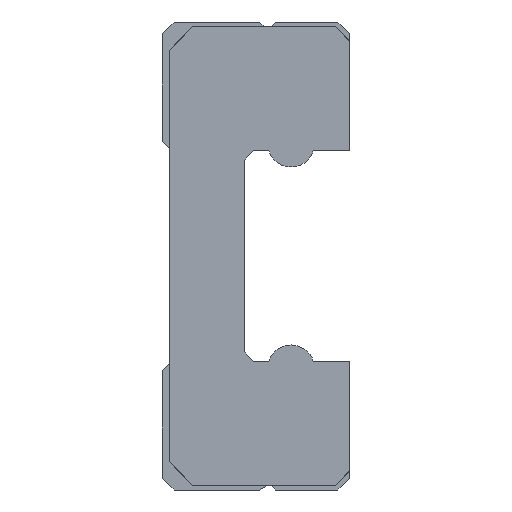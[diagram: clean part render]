
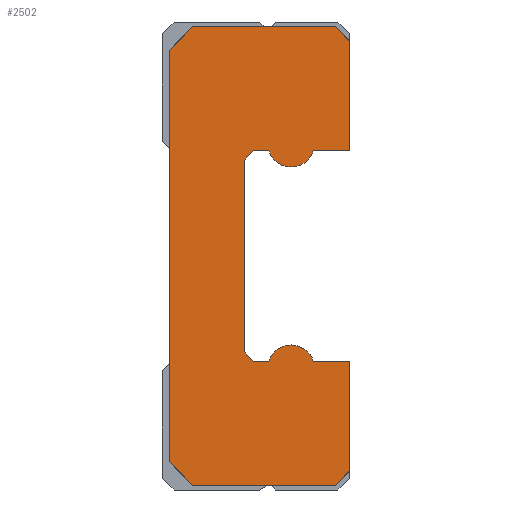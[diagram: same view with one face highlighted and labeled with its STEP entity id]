
A CAD part, left-side view. The second image highlights one B-rep face of the part: STEP entity #2502.
In plain terms, the highlighted planar face has unit normal (-1, 0, 0).
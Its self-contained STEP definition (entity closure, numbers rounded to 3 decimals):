
#323 = DIRECTION ( 'NONE',  ( 0., 1., 0. ) ) ;
#324 = VECTOR ( 'NONE', #323, 1000. ) ;
#325 = CARTESIAN_POINT ( 'NONE',  ( -19.95, 0., 4.5 ) ) ;
#326 = LINE ( 'NONE', #325, #324 ) ;
#338 = CARTESIAN_POINT ( 'NONE',  ( -19.95, 4.5, 4.1 ) ) ;
#343 = CARTESIAN_POINT ( 'NONE',  ( -19.95, 3.454, 4.5 ) ) ;
#354 = DIRECTION ( 'NONE',  ( 0., 1., 0. ) ) ;
#355 = VECTOR ( 'NONE', #354, 1000. ) ;
#356 = CARTESIAN_POINT ( 'NONE',  ( -19.95, 3.454, 4.5 ) ) ;
#357 = LINE ( 'NONE', #356, #355 ) ;
#363 = CARTESIAN_POINT ( 'NONE',  ( -19.95, 1.546, 4.5 ) ) ;
#364 = CARTESIAN_POINT ( 'NONE',  ( -19.95, 4.1, 4.5 ) ) ;
#371 = DIRECTION ( 'NONE',  ( 0., 0.707, -0.707 ) ) ;
#372 = VECTOR ( 'NONE', #371, 1000. ) ;
#373 = CARTESIAN_POINT ( 'NONE',  ( -19.95, 4.1, 4.5 ) ) ;
#374 = LINE ( 'NONE', #373, #372 ) ;
#391 = DIRECTION ( 'NONE',  ( 0., 0., -1. ) ) ;
#392 = DIRECTION ( 'NONE',  ( 1., 0., 0. ) ) ;
#393 = CARTESIAN_POINT ( 'NONE',  ( -19.95, 2.5, 4.8 ) ) ;
#394 = AXIS2_PLACEMENT_3D ( 'NONE', #393, #392, #391 ) ;
#395 = CIRCLE ( 'NONE', #394, 1. ) ;
#410 = CARTESIAN_POINT ( 'NONE',  ( -19.95, 4.5, -4.1 ) ) ;
#453 = DIRECTION ( 'NONE',  ( 0., 0., 1. ) ) ;
#454 = VECTOR ( 'NONE', #453, 1000. ) ;
#455 = CARTESIAN_POINT ( 'NONE',  ( -19.95, 4.5, -4.1 ) ) ;
#456 = LINE ( 'NONE', #455, #454 ) ;
#531 = CARTESIAN_POINT ( 'NONE',  ( -19.95, 1.546, -4.5 ) ) ;
#548 = CARTESIAN_POINT ( 'NONE',  ( -19.95, 2.5, -3.8 ) ) ;
#571 = DIRECTION ( 'NONE',  ( 0., 0., 1. ) ) ;
#572 = DIRECTION ( 'NONE',  ( -1., 0., 0. ) ) ;
#573 = CARTESIAN_POINT ( 'NONE',  ( -19.95, 2.5, -4.8 ) ) ;
#574 = AXIS2_PLACEMENT_3D ( 'NONE', #573, #572, #571 ) ;
#575 = CIRCLE ( 'NONE', #574, 1. ) ;
#688 = DIRECTION ( 'NONE',  ( 0., 0.707, 0.707 ) ) ;
#689 = VECTOR ( 'NONE', #688, 1000. ) ;
#690 = CARTESIAN_POINT ( 'NONE',  ( -19.95, 4.1, -4.5 ) ) ;
#691 = LINE ( 'NONE', #690, #689 ) ;
#692 = CARTESIAN_POINT ( 'NONE',  ( -19.95, 4.1, -4.5 ) ) ;
#747 = DIRECTION ( 'NONE',  ( 0., 1., 0. ) ) ;
#748 = VECTOR ( 'NONE', #747, 1000. ) ;
#749 = CARTESIAN_POINT ( 'NONE',  ( -19.95, 3.454, -4.5 ) ) ;
#750 = LINE ( 'NONE', #749, #748 ) ;
#751 = CARTESIAN_POINT ( 'NONE',  ( -19.95, 0., -4.5 ) ) ;
#762 = CARTESIAN_POINT ( 'NONE',  ( -19.95, 3.454, -4.5 ) ) ;
#776 = AXIS2_PLACEMENT_3D ( 'NONE', #783, #835, #834 ) ;
#777 = CIRCLE ( 'NONE', #776, 1. ) ;
#783 = CARTESIAN_POINT ( 'NONE',  ( -19.95, 2.5, -4.8 ) ) ;
#801 = CARTESIAN_POINT ( 'NONE',  ( -19.95, 0., -9.186 ) ) ;
#803 = DIRECTION ( 'NONE',  ( 0., 1., 0. ) ) ;
#804 = VECTOR ( 'NONE', #803, 1000. ) ;
#805 = CARTESIAN_POINT ( 'NONE',  ( -19.95, 0., -4.5 ) ) ;
#806 = LINE ( 'NONE', #805, #804 ) ;
#815 = DIRECTION ( 'NONE',  ( 0., 0., 1. ) ) ;
#816 = VECTOR ( 'NONE', #815, 1000. ) ;
#817 = CARTESIAN_POINT ( 'NONE',  ( -19.95, 0., -9.186 ) ) ;
#818 = LINE ( 'NONE', #817, #816 ) ;
#834 = DIRECTION ( 'NONE',  ( 0., 0., 1. ) ) ;
#835 = DIRECTION ( 'NONE',  ( -1., 0., 0. ) ) ;
#1112 = CARTESIAN_POINT ( 'NONE',  ( -19.95, 0., 9.186 ) ) ;
#1300 = DIRECTION ( 'NONE',  ( 0., -1., 0. ) ) ;
#1301 = VECTOR ( 'NONE', #1300, 1000. ) ;
#1302 = CARTESIAN_POINT ( 'NONE',  ( -19.95, 6.696, -9.79 ) ) ;
#1303 = LINE ( 'NONE', #1302, #1301 ) ;
#1321 = CARTESIAN_POINT ( 'NONE',  ( -19.95, 6.696, -9.79 ) ) ;
#1334 = DIRECTION ( 'NONE',  ( 0., -0.707, 0.707 ) ) ;
#1335 = VECTOR ( 'NONE', #1334, 1000. ) ;
#1336 = CARTESIAN_POINT ( 'NONE',  ( -19.95, 0.604, -9.79 ) ) ;
#1337 = LINE ( 'NONE', #1336, #1335 ) ;
#1342 = DIRECTION ( 'NONE',  ( 0., -0.707, -0.707 ) ) ;
#1343 = VECTOR ( 'NONE', #1342, 1000. ) ;
#1344 = CARTESIAN_POINT ( 'NONE',  ( -19.95, 7.69, -8.796 ) ) ;
#1345 = LINE ( 'NONE', #1344, #1343 ) ;
#1350 = CARTESIAN_POINT ( 'NONE',  ( -19.95, 7.69, -8.796 ) ) ;
#1357 = CARTESIAN_POINT ( 'NONE',  ( -19.95, 0.604, -9.79 ) ) ;
#1362 = CARTESIAN_POINT ( 'NONE',  ( -19.95, 6.696, 9.79 ) ) ;
#1363 = DIRECTION ( 'NONE',  ( 0., -1., 0. ) ) ;
#1364 = VECTOR ( 'NONE', #1363, 1000. ) ;
#1365 = CARTESIAN_POINT ( 'NONE',  ( -19.95, 6.696, 9.79 ) ) ;
#1366 = LINE ( 'NONE', #1365, #1364 ) ;
#1367 = DIRECTION ( 'NONE',  ( 0., -0.707, -0.707 ) ) ;
#1368 = VECTOR ( 'NONE', #1367, 1000. ) ;
#1369 = CARTESIAN_POINT ( 'NONE',  ( -19.95, 0.604, 9.79 ) ) ;
#1370 = LINE ( 'NONE', #1369, #1368 ) ;
#1377 = CARTESIAN_POINT ( 'NONE',  ( -19.95, 7.69, 8.796 ) ) ;
#1378 = DIRECTION ( 'NONE',  ( 0., 0., -1. ) ) ;
#1379 = VECTOR ( 'NONE', #1378, 1000. ) ;
#1380 = CARTESIAN_POINT ( 'NONE',  ( -19.95, 7.69, 0. ) ) ;
#1381 = LINE ( 'NONE', #1380, #1379 ) ;
#1415 = DIRECTION ( 'NONE',  ( 0., 0., 1. ) ) ;
#1416 = DIRECTION ( 'NONE',  ( -1., 0., 0. ) ) ;
#1417 = CARTESIAN_POINT ( 'NONE',  ( -19.95, 2.5, -4.8 ) ) ;
#1418 = AXIS2_PLACEMENT_3D ( 'NONE', #1417, #1416, #1415 ) ;
#1420 = PLANE ( 'NONE',  #1418 ) ;
#1421 = FACE_OUTER_BOUND ( 'NONE', #2501, .T. ) ;
#1423 = CARTESIAN_POINT ( 'NONE',  ( -19.95, 0.604, 9.79 ) ) ;
#1424 = DIRECTION ( 'NONE',  ( 0., -0.707, 0.707 ) ) ;
#1425 = VECTOR ( 'NONE', #1424, 1000. ) ;
#1426 = CARTESIAN_POINT ( 'NONE',  ( -19.95, 7.69, 8.796 ) ) ;
#1427 = LINE ( 'NONE', #1426, #1425 ) ;
#1527 = DIRECTION ( 'NONE',  ( 0., 0., -1. ) ) ;
#1528 = VECTOR ( 'NONE', #1527, 1000. ) ;
#1529 = CARTESIAN_POINT ( 'NONE',  ( -19.95, 0., 9.186 ) ) ;
#1530 = LINE ( 'NONE', #1529, #1528 ) ;
#1542 = CARTESIAN_POINT ( 'NONE',  ( -19.95, 0., 4.5 ) ) ;
#1809 = EDGE_CURVE ( 'NONE', #2603, #1823, #326, .T. ) ;
#1821 = VERTEX_POINT ( 'NONE', #364 ) ;
#1823 = VERTEX_POINT ( 'NONE', #363 ) ;
#1826 = EDGE_CURVE ( 'NONE', #1833, #1821, #357, .T. ) ;
#1833 = VERTEX_POINT ( 'NONE', #343 ) ;
#1838 = VERTEX_POINT ( 'NONE', #338 ) ;
#1841 = EDGE_CURVE ( 'NONE', #1823, #1833, #395, .T. ) ;
#1849 = EDGE_CURVE ( 'NONE', #1821, #1838, #374, .T. ) ;
#1862 = VERTEX_POINT ( 'NONE', #410 ) ;
#1876 = EDGE_CURVE ( 'NONE', #1862, #1838, #456, .T. ) ;
#1923 = VERTEX_POINT ( 'NONE', #548 ) ;
#1930 = VERTEX_POINT ( 'NONE', #531 ) ;
#1946 = EDGE_CURVE ( 'NONE', #1930, #1923, #575, .T. ) ;
#2019 = VERTEX_POINT ( 'NONE', #692 ) ;
#2020 = EDGE_CURVE ( 'NONE', #2019, #1862, #691, .T. ) ;
#2057 = VERTEX_POINT ( 'NONE', #762 ) ;
#2065 = VERTEX_POINT ( 'NONE', #751 ) ;
#2066 = EDGE_CURVE ( 'NONE', #2057, #2019, #750, .T. ) ;
#2070 = EDGE_CURVE ( 'NONE', #2065, #1930, #806, .T. ) ;
#2082 = VERTEX_POINT ( 'NONE', #801 ) ;
#2103 = EDGE_CURVE ( 'NONE', #1923, #2057, #777, .T. ) ;
#2113 = EDGE_CURVE ( 'NONE', #2082, #2065, #818, .T. ) ;
#2284 = VERTEX_POINT ( 'NONE', #1112 ) ;
#2426 = VERTEX_POINT ( 'NONE', #1321 ) ;
#2439 = EDGE_CURVE ( 'NONE', #2426, #2441, #1303, .T. ) ;
#2441 = VERTEX_POINT ( 'NONE', #1357 ) ;
#2447 = VERTEX_POINT ( 'NONE', #1350 ) ;
#2450 = EDGE_CURVE ( 'NONE', #2447, #2426, #1345, .T. ) ;
#2459 = EDGE_CURVE ( 'NONE', #2441, #2082, #1337, .T. ) ;
#2466 = ORIENTED_EDGE ( 'NONE', *, *, #2459, .T. ) ;
#2469 = ORIENTED_EDGE ( 'NONE', *, *, #2450, .T. ) ;
#2470 = ORIENTED_EDGE ( 'NONE', *, *, #2439, .T. ) ;
#2474 = ORIENTED_EDGE ( 'NONE', *, *, #1841, .F. ) ;
#2475 = EDGE_CURVE ( 'NONE', #2476, #2447, #1381, .T. ) ;
#2476 = VERTEX_POINT ( 'NONE', #1377 ) ;
#2477 = ORIENTED_EDGE ( 'NONE', *, *, #2103, .T. ) ;
#2478 = ORIENTED_EDGE ( 'NONE', *, *, #1876, .T. ) ;
#2479 = ORIENTED_EDGE ( 'NONE', *, *, #1826, .F. ) ;
#2480 = ORIENTED_EDGE ( 'NONE', *, *, #2020, .T. ) ;
#2481 = ORIENTED_EDGE ( 'NONE', *, *, #1849, .F. ) ;
#2482 = ORIENTED_EDGE ( 'NONE', *, *, #2066, .T. ) ;
#2483 = ORIENTED_EDGE ( 'NONE', *, *, #1946, .T. ) ;
#2484 = ORIENTED_EDGE ( 'NONE', *, *, #2070, .T. ) ;
#2486 = ORIENTED_EDGE ( 'NONE', *, *, #2113, .T. ) ;
#2487 = ORIENTED_EDGE ( 'NONE', *, *, #2497, .F. ) ;
#2488 = ORIENTED_EDGE ( 'NONE', *, *, #2475, .T. ) ;
#2489 = ORIENTED_EDGE ( 'NONE', *, *, #2614, .F. ) ;
#2491 = EDGE_CURVE ( 'NONE', #2498, #2284, #1370, .T. ) ;
#2492 = EDGE_CURVE ( 'NONE', #2495, #2498, #1366, .T. ) ;
#2494 = ORIENTED_EDGE ( 'NONE', *, *, #2491, .F. ) ;
#2495 = VERTEX_POINT ( 'NONE', #1362 ) ;
#2496 = ORIENTED_EDGE ( 'NONE', *, *, #2492, .F. ) ;
#2497 = EDGE_CURVE ( 'NONE', #2476, #2495, #1427, .T. ) ;
#2498 = VERTEX_POINT ( 'NONE', #1423 ) ;
#2501 = EDGE_LOOP ( 'NONE', ( #2469, #2470, #2466, #2486, #2484, #2483, #2477, #2482, #2480, #2478, #2481, #2479, #2474, #2506, #2489, #2494, #2496, #2487, #2488 ) ) ;
#2502 = ADVANCED_FACE ( 'NONE', ( #1421 ), #1420, .T. ) ;
#2506 = ORIENTED_EDGE ( 'NONE', *, *, #1809, .F. ) ;
#2603 = VERTEX_POINT ( 'NONE', #1542 ) ;
#2614 = EDGE_CURVE ( 'NONE', #2284, #2603, #1530, .T. ) ;
